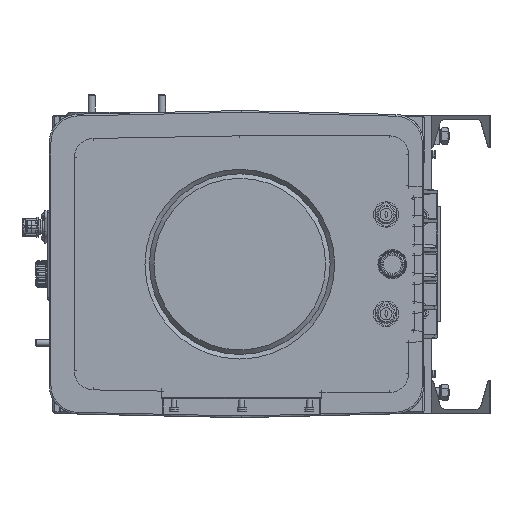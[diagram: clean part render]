
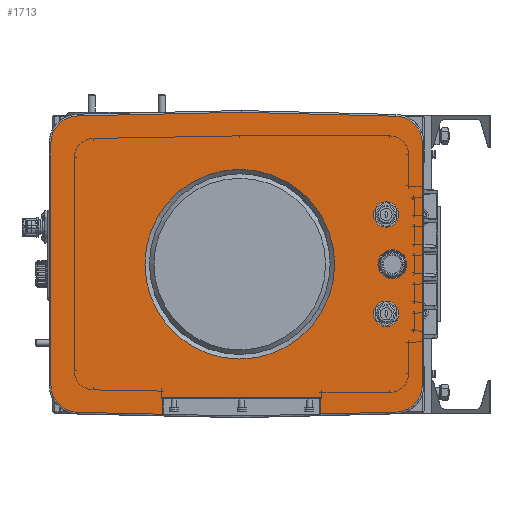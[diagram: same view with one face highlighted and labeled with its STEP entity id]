
A CAD part, left-side view. The second image highlights one B-rep face of the part: STEP entity #1713.
In plain terms, the highlighted planar face has unit normal (-1, 0, 0).
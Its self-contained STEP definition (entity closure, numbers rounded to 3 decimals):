
#1713=ADVANCED_FACE('',(#18504,#18506,#18508,#18510,#18512),#18514,.T.);
#18504=FACE_BOUND('',#18505,.T.);
#18505=EDGE_LOOP('',(#40621,#40622,#40623,#40624,#40625,#40626,#40627,#40628,#40629,
#40630,#40631,#40632,#40633));
#18506=FACE_BOUND('',#18507,.T.);
#18507=EDGE_LOOP('',(#40634));
#18508=FACE_BOUND('',#18509,.T.);
#18509=EDGE_LOOP('',(#40635));
#18510=FACE_BOUND('',#18511,.T.);
#18511=EDGE_LOOP('',(#40636));
#18512=FACE_BOUND('',#18513,.T.);
#18513=EDGE_LOOP('',(#40637,#40638));
#18514=PLANE('',#18515);
#18515=AXIS2_PLACEMENT_3D('',#18516,#18517,#18518);
#18516=CARTESIAN_POINT('',(-619.,28.,0.));
#18517=DIRECTION('',(-1.,0.,0.));
#18518=DIRECTION('',(0.,0.,1.));
#40621=ORIENTED_EDGE('',*,*,#49689,.T.);
#40622=ORIENTED_EDGE('',*,*,#49956,.F.);
#40623=ORIENTED_EDGE('',*,*,#49957,.F.);
#40624=ORIENTED_EDGE('',*,*,#49692,.F.);
#40625=ORIENTED_EDGE('',*,*,#49699,.T.);
#40626=ORIENTED_EDGE('',*,*,#49737,.F.);
#40627=ORIENTED_EDGE('',*,*,#49735,.F.);
#40628=ORIENTED_EDGE('',*,*,#49731,.T.);
#40629=ORIENTED_EDGE('',*,*,#49730,.T.);
#40630=ORIENTED_EDGE('',*,*,#49728,.T.);
#40631=ORIENTED_EDGE('',*,*,#49726,.T.);
#40632=ORIENTED_EDGE('',*,*,#49722,.T.);
#40633=ORIENTED_EDGE('',*,*,#49955,.T.);
#40634=ORIENTED_EDGE('',*,*,#49635,.T.);
#40635=ORIENTED_EDGE('',*,*,#49661,.T.);
#40636=ORIENTED_EDGE('',*,*,#49687,.F.);
#40637=ORIENTED_EDGE('',*,*,#49629,.T.);
#40638=ORIENTED_EDGE('',*,*,#49631,.F.);
#49629=EDGE_CURVE('',#58513,#58511,#58514,.T.);
#49631=EDGE_CURVE('',#58513,#58511,#58516,.T.);
#49635=EDGE_CURVE('',#58523,#58523,#58524,.T.);
#49661=EDGE_CURVE('',#58569,#58569,#58570,.T.);
#49687=EDGE_CURVE('',#58615,#58615,#58616,.T.);
#49689=EDGE_CURVE('',#58620,#58618,#58621,.T.);
#49692=EDGE_CURVE('',#58625,#58626,#58627,.T.);
#49699=EDGE_CURVE('',#58625,#58636,#58639,.T.);
#49722=EDGE_CURVE('',#58678,#58675,#58679,.T.);
#49726=EDGE_CURVE('',#58682,#58678,#58684,.T.);
#49728=EDGE_CURVE('',#58685,#58682,#58687,.T.);
#49730=EDGE_CURVE('',#58688,#58685,#58690,.T.);
#49731=EDGE_CURVE('',#58691,#58688,#58692,.T.);
#49735=EDGE_CURVE('',#58691,#58695,#58697,.T.);
#49737=EDGE_CURVE('',#58695,#58636,#58700,.T.);
#49955=EDGE_CURVE('',#58675,#58620,#59044,.T.);
#49956=EDGE_CURVE('',#59045,#58618,#59046,.T.);
#49957=EDGE_CURVE('',#58626,#59045,#59047,.T.);
#58511=VERTEX_POINT('',#92712);
#58513=VERTEX_POINT('',#92716);
#58514=CIRCLE('',#92717,16.);
#58516=CIRCLE('',#92724,16.);
#58523=VERTEX_POINT('',#92743);
#58524=CIRCLE('',#92744,105.);
#58569=VERTEX_POINT('',#93064);
#58570=CIRCLE('',#93065,14.);
#58615=VERTEX_POINT('',#93385);
#58616=CIRCLE('',#93386,14.);
#58618=VERTEX_POINT('',#93391);
#58620=VERTEX_POINT('',#93396);
#58621=LINE('',#93397,#93398);
#58625=VERTEX_POINT('',#93408);
#58626=VERTEX_POINT('',#93409);
#58627=CIRCLE('',#93410,30.);
#58636=VERTEX_POINT('',#93437);
#58639=LINE('',#93443,#93444);
#58675=VERTEX_POINT('',#93551);
#58678=VERTEX_POINT('',#93569);
#58679=LINE('',#93570,#93571);
#58682=VERTEX_POINT('',#93580);
#58684=CIRCLE('',#93585,30.);
#58685=VERTEX_POINT('',#93589);
#58687=LINE('',#93594,#93595);
#58688=VERTEX_POINT('',#93597);
#58690=CIRCLE('',#93602,30.);
#58691=VERTEX_POINT('',#93606);
#58692=LINE('',#93607,#93608);
#58695=VERTEX_POINT('',#93618);
#58697=LINE('',#93623,#93624);
#58700=CIRCLE('',#93631,30.);
#59044=LINE('',#94890,#94891);
#59045=VERTEX_POINT('',#94893);
#59046=LINE('',#94894,#94895);
#59047=LINE('',#94897,#94898);
#92712=CARTESIAN_POINT('',(-619.,-154.,5.568));
#92716=CARTESIAN_POINT('',(-619.,-154.,-5.568));
#92717=AXIS2_PLACEMENT_3D('',#92718,#92719,#92720);
#92718=CARTESIAN_POINT('',(-619.,-139.,0.));
#92719=DIRECTION('',(1.,0.,0.));
#92720=DIRECTION('',(0.,-0.937,-0.348));
#92724=AXIS2_PLACEMENT_3D('',#92725,#92726,#92727);
#92725=CARTESIAN_POINT('',(-619.,-139.,0.));
#92726=DIRECTION('',(-1.,0.,0.));
#92727=DIRECTION('',(0.,-0.937,-0.348));
#92743=CARTESIAN_POINT('',(-619.,29.936,-105.));
#92744=AXIS2_PLACEMENT_3D('',#92745,#92746,#92747);
#92745=CARTESIAN_POINT('',(-619.,29.936,0.));
#92746=DIRECTION('',(1.,0.,0.));
#92747=DIRECTION('',(0.,0.,-1.));
#93064=CARTESIAN_POINT('',(-619.,-132.,41.));
#93065=AXIS2_PLACEMENT_3D('',#93066,#93067,#93068);
#93066=CARTESIAN_POINT('',(-619.,-132.,55.));
#93067=DIRECTION('',(1.,0.,0.));
#93068=DIRECTION('',(0.,0.,-1.));
#93385=CARTESIAN_POINT('',(-619.,-132.,-41.));
#93386=AXIS2_PLACEMENT_3D('',#93387,#93388,#93389);
#93387=CARTESIAN_POINT('',(-619.,-132.,-55.));
#93388=DIRECTION('',(-1.,0.,0.));
#93389=DIRECTION('',(0.,0.,-1.));
#93391=CARTESIAN_POINT('',(-619.,-59.5,-147.5));
#93396=CARTESIAN_POINT('',(-619.,115.5,-147.5));
#93397=CARTESIAN_POINT('',(-619.,115.5,-147.5));
#93398=VECTOR('',#93399,1.);
#93399=DIRECTION('',(0.,-1.,0.));
#93408=CARTESIAN_POINT('',(-619.,-171.936,-135.733));
#93409=CARTESIAN_POINT('',(-619.,-142.742,-163.773));
#93410=AXIS2_PLACEMENT_3D('',#93411,#93412,#93413);
#93411=CARTESIAN_POINT('',(-619.,-142.,-133.782));
#93412=DIRECTION('',(1.,0.,0.));
#93413=DIRECTION('',(0.,-0.998,-0.065));
#93437=CARTESIAN_POINT('',(-619.,-171.936,135.747));
#93443=CARTESIAN_POINT('',(-619.,-171.936,-135.733));
#93444=VECTOR('',#93445,1.);
#93445=DIRECTION('',(0.,0.,1.));
#93551=CARTESIAN_POINT('',(-619.,115.5,-166.084));
#93569=CARTESIAN_POINT('',(-619.,209.656,-164.023));
#93570=CARTESIAN_POINT('',(-619.,209.656,-164.023));
#93571=VECTOR('',#93572,1.);
#93572=DIRECTION('',(0.,-1.,-0.022));
#93580=CARTESIAN_POINT('',(-619.,239.,-134.03));
#93585=AXIS2_PLACEMENT_3D('',#93586,#93587,#93588);
#93586=CARTESIAN_POINT('',(-619.,209.,-134.03));
#93587=DIRECTION('',(-1.,0.,0.));
#93588=DIRECTION('',(0.,1.,0.));
#93589=CARTESIAN_POINT('',(-619.,239.,134.118));
#93594=CARTESIAN_POINT('',(-619.,239.,134.118));
#93595=VECTOR('',#93596,1.);
#93596=DIRECTION('',(0.,0.,-1.));
#93597=CARTESIAN_POINT('',(-619.,209.656,164.111));
#93602=AXIS2_PLACEMENT_3D('',#93603,#93604,#93605);
#93603=CARTESIAN_POINT('',(-619.,209.,134.118));
#93604=DIRECTION('',(-1.,0.,0.));
#93605=DIRECTION('',(0.,0.022,1.));
#93606=CARTESIAN_POINT('',(-619.,28.003,168.087));
#93607=CARTESIAN_POINT('',(-619.,28.003,168.087));
#93608=VECTOR('',#93609,1.);
#93609=DIRECTION('',(0.,1.,-0.022));
#93618=CARTESIAN_POINT('',(-619.,-142.755,163.786));
#93623=CARTESIAN_POINT('',(-619.,28.003,168.087));
#93624=VECTOR('',#93625,1.);
#93625=DIRECTION('',(0.,-1.,-0.025));
#93631=AXIS2_PLACEMENT_3D('',#93632,#93633,#93634);
#93632=CARTESIAN_POINT('',(-619.,-142.,133.796));
#93633=DIRECTION('',(1.,0.,0.));
#93634=DIRECTION('',(0.,-0.025,1.));
#94890=CARTESIAN_POINT('',(-619.,115.5,-166.084));
#94891=VECTOR('',#94892,1.);
#94892=DIRECTION('',(0.,0.,1.));
#94893=CARTESIAN_POINT('',(-619.,-59.5,-165.834));
#94894=CARTESIAN_POINT('',(-619.,-59.5,-165.834));
#94895=VECTOR('',#94896,1.);
#94896=DIRECTION('',(0.,0.,1.));
#94897=CARTESIAN_POINT('',(-619.,-142.742,-163.773));
#94898=VECTOR('',#94899,1.);
#94899=DIRECTION('',(0.,1.,-0.025));
